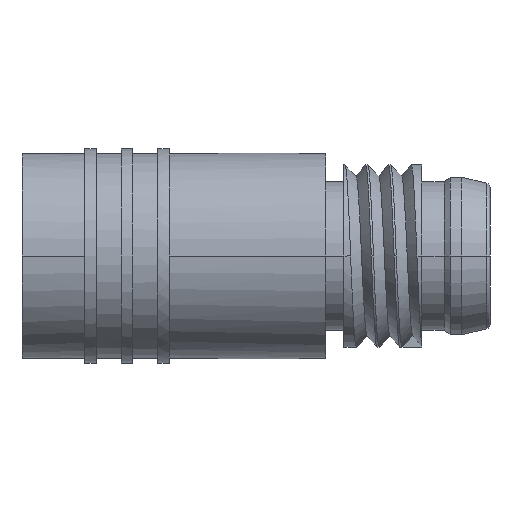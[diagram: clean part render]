
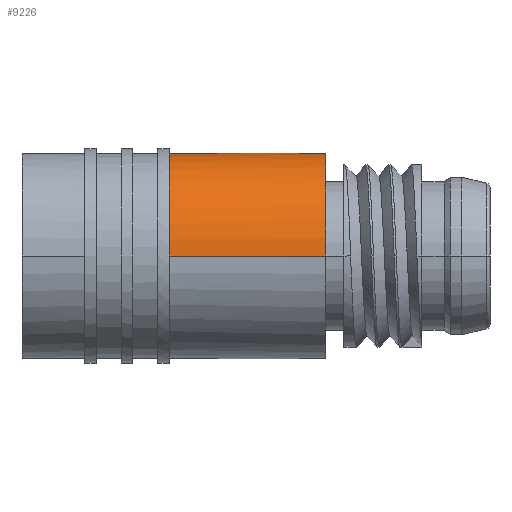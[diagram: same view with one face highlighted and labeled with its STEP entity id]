
A CAD part, left-side view. The second image highlights one B-rep face of the part: STEP entity #9226.
In plain terms, the highlighted cylindrical face has radius 4.5 mm (diameter 9 mm), a partial arc.
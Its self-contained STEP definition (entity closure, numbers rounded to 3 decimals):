
#404 = B_SPLINE_CURVE_WITH_KNOTS ( 'NONE', 3,
 ( #2656, #2601, #2585, #2582, #2570, #2569, #2561, #2551, #2550, #2540 ),
 .UNSPECIFIED., .F., .F.,
 ( 4, 2, 2, 2, 4 ),
 ( 0., 0.001, 0.002, 0.002, 0.003 ),
 .UNSPECIFIED. ) ;
#660 = CARTESIAN_POINT ( 'NONE',  ( 4.5, 12.82, 0. ) ) ;
#770 = ORIENTED_EDGE ( 'NONE', *, *, #7989, .F. ) ;
#878 = ORIENTED_EDGE ( 'NONE', *, *, #7721, .T. ) ;
#991 = VERTEX_POINT ( 'NONE', #3817 ) ;
#995 = VERTEX_POINT ( 'NONE', #660 ) ;
#1150 = CIRCLE ( 'NONE', #7622, 4.5 ) ;
#1207 = VERTEX_POINT ( 'NONE', #4958 ) ;
#1309 = ORIENTED_EDGE ( 'NONE', *, *, #8077, .F. ) ;
#1839 = LINE ( 'NONE', #3721, #9552 ) ;
#1918 = DIRECTION ( 'NONE',  ( 1., 0., 0. ) ) ;
#1935 = DIRECTION ( 'NONE',  ( 0., -1., 0. ) ) ;
#2045 = CARTESIAN_POINT ( 'NONE',  ( 0., 20.5, 0. ) ) ;
#2540 = CARTESIAN_POINT ( 'NONE',  ( 4.5, 12.82, 0. ) ) ;
#2550 = CARTESIAN_POINT ( 'NONE',  ( 4.5, 12.82, 0.282 ) ) ;
#2551 = CARTESIAN_POINT ( 'NONE',  ( 4.474, 12.851, 0.558 ) ) ;
#2561 = CARTESIAN_POINT ( 'NONE',  ( 4.372, 12.97, 1.1 ) ) ;
#2569 = CARTESIAN_POINT ( 'NONE',  ( 4.299, 13.057, 1.354 ) ) ;
#2570 = CARTESIAN_POINT ( 'NONE',  ( 4.118, 13.276, 1.833 ) ) ;
#2582 = CARTESIAN_POINT ( 'NONE',  ( 4.008, 13.409, 2.059 ) ) ;
#2585 = CARTESIAN_POINT ( 'NONE',  ( 3.772, 13.705, 2.465 ) ) ;
#2601 = CARTESIAN_POINT ( 'NONE',  ( 3.644, 13.869, 2.649 ) ) ;
#2656 = CARTESIAN_POINT ( 'NONE',  ( 3.509, 14.05, 2.817 ) ) ;
#2816 = DIRECTION ( 'NONE',  ( 0., -1., 0. ) ) ;
#2887 = CARTESIAN_POINT ( 'NONE',  ( 4.5, 20.5, 0. ) ) ;
#2921 = DIRECTION ( 'NONE',  ( 1., 0., 0. ) ) ;
#2922 = DIRECTION ( 'NONE',  ( 0., 1., 0. ) ) ;
#2930 = CARTESIAN_POINT ( 'NONE',  ( 0., 7.2, 0. ) ) ;
#3486 = VERTEX_POINT ( 'NONE', #9756 ) ;
#3671 = ORIENTED_EDGE ( 'NONE', *, *, #7945, .T. ) ;
#3683 = AXIS2_PLACEMENT_3D ( 'NONE', #2045, #1935, #1918 ) ;
#3721 = CARTESIAN_POINT ( 'NONE',  ( -4.5, 20.5, 0. ) ) ;
#3724 = DIRECTION ( 'NONE',  ( 0., -1., 0. ) ) ;
#3817 = CARTESIAN_POINT ( 'NONE',  ( 4.5, 7.2, 0. ) ) ;
#4167 = EDGE_LOOP ( 'NONE', ( #8452, #878, #3671, #770, #1309 ) ) ;
#4342 = VERTEX_POINT ( 'NONE', #5692 ) ;
#4958 = CARTESIAN_POINT ( 'NONE',  ( 3.509, 14.05, 2.817 ) ) ;
#5181 = AXIS2_PLACEMENT_3D ( 'NONE', #2930, #2922, #2921 ) ;
#5371 = FACE_OUTER_BOUND ( 'NONE', #4167, .T. ) ;
#5692 = CARTESIAN_POINT ( 'NONE',  ( -4.5, 14.05, 0. ) ) ;
#6718 = VECTOR ( 'NONE', #2816, 1000. ) ;
#6795 = DIRECTION ( 'NONE',  ( 1., 0., 0. ) ) ;
#6809 = DIRECTION ( 'NONE',  ( 0., -1., 0. ) ) ;
#6818 = CARTESIAN_POINT ( 'NONE',  ( 0., 14.05, 0. ) ) ;
#6936 = LINE ( 'NONE', #2887, #6718 ) ;
#7197 = CIRCLE ( 'NONE', #5181, 4.5 ) ;
#7422 = EDGE_CURVE ( 'NONE', #1207, #4342, #1150, .T. ) ;
#7586 = CYLINDRICAL_SURFACE ( 'NONE', #3683, 4.5 ) ;
#7622 = AXIS2_PLACEMENT_3D ( 'NONE', #6818, #6809, #6795 ) ;
#7721 = EDGE_CURVE ( 'NONE', #4342, #3486, #1839, .T. ) ;
#7945 = EDGE_CURVE ( 'NONE', #3486, #991, #7197, .T. ) ;
#7989 = EDGE_CURVE ( 'NONE', #995, #991, #6936, .T. ) ;
#8077 = EDGE_CURVE ( 'NONE', #1207, #995, #404, .T. ) ;
#8452 = ORIENTED_EDGE ( 'NONE', *, *, #7422, .T. ) ;
#9226 = ADVANCED_FACE ( 'NONE', ( #5371 ), #7586, .T. ) ;
#9552 = VECTOR ( 'NONE', #3724, 1000. ) ;
#9756 = CARTESIAN_POINT ( 'NONE',  ( -4.5, 7.2, 0. ) ) ;
